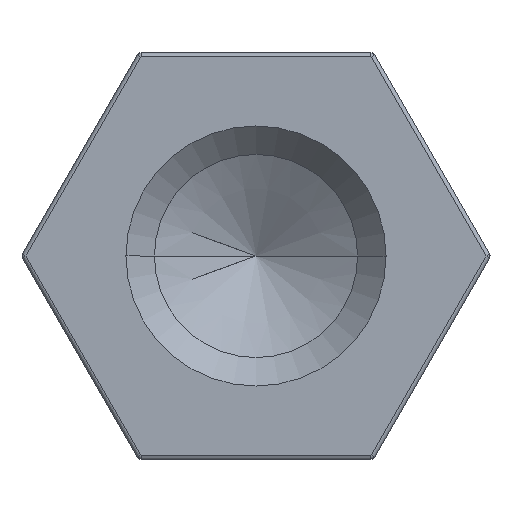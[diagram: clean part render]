
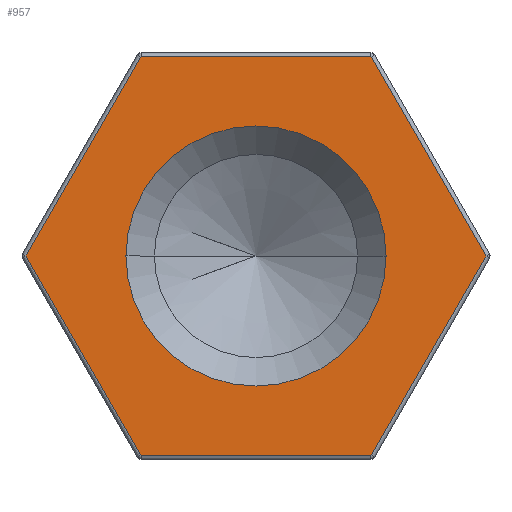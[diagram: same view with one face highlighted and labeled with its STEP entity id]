
A CAD part, left-side view. The second image highlights one B-rep face of the part: STEP entity #957.
In plain terms, the highlighted planar face has unit normal (-1, 0, 0).
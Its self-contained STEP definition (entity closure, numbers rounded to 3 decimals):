
#68 = CARTESIAN_POINT ( 'NONE',  ( 0., 0., 0. ) ) ;
#76 = CARTESIAN_POINT ( 'NONE',  ( 0., -2.829, -4.9 ) ) ;
#88 = DIRECTION ( 'NONE',  ( 1., 0., 0. ) ) ;
#102 = CARTESIAN_POINT ( 'NONE',  ( 0., 4.244, 2.45 ) ) ;
#130 = CARTESIAN_POINT ( 'NONE',  ( 0., 5.658, 0. ) ) ;
#157 = AXIS2_PLACEMENT_3D ( 'NONE', #68, #88, #325 ) ;
#159 = CARTESIAN_POINT ( 'NONE',  ( 0., 0., -4.9 ) ) ;
#179 = VECTOR ( 'NONE', #729, 1000. ) ;
#191 = LINE ( 'NONE', #1255, #179 ) ;
#192 = CIRCLE ( 'NONE', #1012, 3.2 ) ;
#199 = VECTOR ( 'NONE', #1031, 1000. ) ;
#202 = DIRECTION ( 'NONE',  ( 0., -0.5, 0.866 ) ) ;
#205 = LINE ( 'NONE', #102, #199 ) ;
#206 = EDGE_CURVE ( 'NONE', #829, #886, #571, .T. ) ;
#218 = LINE ( 'NONE', #159, #230 ) ;
#222 = LINE ( 'NONE', #798, #689 ) ;
#230 = VECTOR ( 'NONE', #978, 1000. ) ;
#268 = CARTESIAN_POINT ( 'NONE',  ( 0., -3.2, 0. ) ) ;
#300 = EDGE_CURVE ( 'NONE', #1007, #639, #430, .T. ) ;
#310 = DIRECTION ( 'NONE',  ( 0., 1., 0. ) ) ;
#325 = DIRECTION ( 'NONE',  ( 0., 1., 0. ) ) ;
#332 = EDGE_CURVE ( 'NONE', #1094, #902, #391, .T. ) ;
#385 = VECTOR ( 'NONE', #540, 1000. ) ;
#391 = LINE ( 'NONE', #462, #385 ) ;
#407 = EDGE_CURVE ( 'NONE', #902, #765, #218, .T. ) ;
#416 = EDGE_CURVE ( 'NONE', #765, #891, #222, .T. ) ;
#424 = EDGE_CURVE ( 'NONE', #639, #1094, #205, .T. ) ;
#429 = VECTOR ( 'NONE', #310, 1000. ) ;
#430 = LINE ( 'NONE', #560, #429 ) ;
#443 = EDGE_CURVE ( 'NONE', #891, #1007, #191, .T. ) ;
#449 = EDGE_CURVE ( 'NONE', #886, #829, #192, .T. ) ;
#462 = CARTESIAN_POINT ( 'NONE',  ( 0., 4.244, -2.45 ) ) ;
#540 = DIRECTION ( 'NONE',  ( 0., -0.5, -0.866 ) ) ;
#560 = CARTESIAN_POINT ( 'NONE',  ( 0., 0., 4.9 ) ) ;
#571 = CIRCLE ( 'NONE', #157, 3.2 ) ;
#614 = DIRECTION ( 'NONE',  ( 0., 1., 0. ) ) ;
#626 = EDGE_LOOP ( 'NONE', ( #683, #1102, #895, #737, #1128, #953 ) ) ;
#639 = VERTEX_POINT ( 'NONE', #1283 ) ;
#683 = ORIENTED_EDGE ( 'NONE', *, *, #443, .T. ) ;
#689 = VECTOR ( 'NONE', #202, 1000. ) ;
#729 = DIRECTION ( 'NONE',  ( 0., 0.5, 0.866 ) ) ;
#737 = ORIENTED_EDGE ( 'NONE', *, *, #332, .T. ) ;
#765 = VERTEX_POINT ( 'NONE', #76 ) ;
#789 = ORIENTED_EDGE ( 'NONE', *, *, #449, .T. ) ;
#798 = CARTESIAN_POINT ( 'NONE',  ( 0., -4.244, -2.45 ) ) ;
#829 = VERTEX_POINT ( 'NONE', #268 ) ;
#886 = VERTEX_POINT ( 'NONE', #1304 ) ;
#891 = VERTEX_POINT ( 'NONE', #1347 ) ;
#895 = ORIENTED_EDGE ( 'NONE', *, *, #424, .T. ) ;
#902 = VERTEX_POINT ( 'NONE', #990 ) ;
#953 = ORIENTED_EDGE ( 'NONE', *, *, #416, .T. ) ;
#957 = ADVANCED_FACE ( 'NONE', ( #1281, #1298 ), #1205, .F. ) ;
#978 = DIRECTION ( 'NONE',  ( 0., -1., 0. ) ) ;
#990 = CARTESIAN_POINT ( 'NONE',  ( 0., 2.829, -4.9 ) ) ;
#992 = EDGE_LOOP ( 'NONE', ( #789, #1172 ) ) ;
#1007 = VERTEX_POINT ( 'NONE', #1125 ) ;
#1012 = AXIS2_PLACEMENT_3D ( 'NONE', #1357, #1432, #1266 ) ;
#1031 = DIRECTION ( 'NONE',  ( 0., 0.5, -0.866 ) ) ;
#1094 = VERTEX_POINT ( 'NONE', #130 ) ;
#1102 = ORIENTED_EDGE ( 'NONE', *, *, #300, .T. ) ;
#1125 = CARTESIAN_POINT ( 'NONE',  ( 0., -2.829, 4.9 ) ) ;
#1128 = ORIENTED_EDGE ( 'NONE', *, *, #407, .T. ) ;
#1172 = ORIENTED_EDGE ( 'NONE', *, *, #206, .T. ) ;
#1205 = PLANE ( 'NONE',  #1414 ) ;
#1206 = CARTESIAN_POINT ( 'NONE',  ( 0., 0., 0. ) ) ;
#1255 = CARTESIAN_POINT ( 'NONE',  ( 0., -4.244, 2.45 ) ) ;
#1257 = DIRECTION ( 'NONE',  ( 1., 0., 0. ) ) ;
#1266 = DIRECTION ( 'NONE',  ( 0., 1., 0. ) ) ;
#1281 = FACE_OUTER_BOUND ( 'NONE', #626, .T. ) ;
#1283 = CARTESIAN_POINT ( 'NONE',  ( 0., 2.829, 4.9 ) ) ;
#1298 = FACE_BOUND ( 'NONE', #992, .T. ) ;
#1304 = CARTESIAN_POINT ( 'NONE',  ( 0., 3.2, 0. ) ) ;
#1347 = CARTESIAN_POINT ( 'NONE',  ( 0., -5.658, 0. ) ) ;
#1357 = CARTESIAN_POINT ( 'NONE',  ( 0., 0., 0. ) ) ;
#1414 = AXIS2_PLACEMENT_3D ( 'NONE', #1206, #1257, #614 ) ;
#1432 = DIRECTION ( 'NONE',  ( 1., 0., 0. ) ) ;
